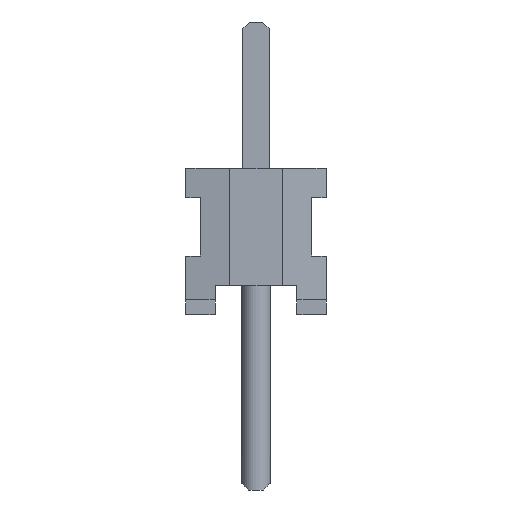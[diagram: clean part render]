
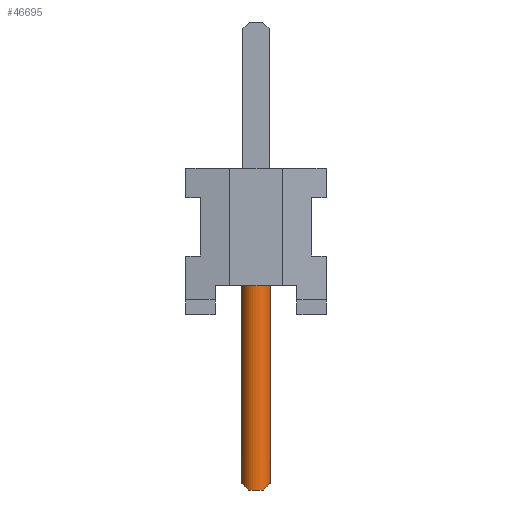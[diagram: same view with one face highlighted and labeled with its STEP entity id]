
A CAD part, left-side view. The second image highlights one B-rep face of the part: STEP entity #46695.
In plain terms, the highlighted cylindrical face has radius 0.254 mm (diameter 0.508 mm), a full revolution.
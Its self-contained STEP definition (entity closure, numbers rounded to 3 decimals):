
#44449 = EDGE_CURVE('',#44450,#44452,#44454,.T.);
#44450 = VERTEX_POINT('',#44451);
#44451 = CARTESIAN_POINT('',(-22.479,0.,1.27));
#44452 = VERTEX_POINT('',#44453);
#44453 = CARTESIAN_POINT('',(-22.445,0.127,1.27));
#44454 = CIRCLE('',#44455,0.254);
#44455 = AXIS2_PLACEMENT_3D('',#44456,#44457,#44458);
#44456 = CARTESIAN_POINT('',(-22.225,0.,1.27));
#44457 = DIRECTION('',(0.,0.,1.));
#44458 = DIRECTION('',(1.,0.,0.));
#44460 = EDGE_CURVE('',#44452,#44450,#44461,.T.);
#44461 = CIRCLE('',#44462,0.254);
#44462 = AXIS2_PLACEMENT_3D('',#44463,#44464,#44465);
#44463 = CARTESIAN_POINT('',(-22.225,0.,1.27));
#44464 = DIRECTION('',(0.,0.,1.));
#44465 = DIRECTION('',(1.,0.,0.));
#46695 = ADVANCED_FACE('',(#46696),#46742,.T.);
#46696 = FACE_BOUND('',#46697,.T.);
#46697 = EDGE_LOOP('',(#46698,#46699,#46706,#46715,#46724,#46733,#46740,
    #46741));
#46698 = ORIENTED_EDGE('',*,*,#44460,.F.);
#46699 = ORIENTED_EDGE('',*,*,#46700,.T.);
#46700 = EDGE_CURVE('',#44452,#46701,#46703,.T.);
#46701 = VERTEX_POINT('',#46702);
#46702 = CARTESIAN_POINT('',(-22.445,0.127,-3.048));
#46703 = B_SPLINE_CURVE_WITH_KNOTS('',1,(#46704,#46705),.UNSPECIFIED.,
  .F.,.F.,(2,2),(0.,4.318),.PIECEWISE_BEZIER_KNOTS.);
#46704 = CARTESIAN_POINT('',(-22.445,0.127,1.27));
#46705 = CARTESIAN_POINT('',(-22.445,0.127,-3.048));
#46706 = ORIENTED_EDGE('',*,*,#46707,.T.);
#46707 = EDGE_CURVE('',#46701,#46708,#46710,.T.);
#46708 = VERTEX_POINT('',#46709);
#46709 = CARTESIAN_POINT('',(-22.445,-0.127,-3.048));
#46710 = CIRCLE('',#46711,0.254);
#46711 = AXIS2_PLACEMENT_3D('',#46712,#46713,#46714);
#46712 = CARTESIAN_POINT('',(-22.225,0.,-3.048));
#46713 = DIRECTION('',(0.,0.,1.));
#46714 = DIRECTION('',(0.,-1.,0.));
#46715 = ORIENTED_EDGE('',*,*,#46716,.T.);
#46716 = EDGE_CURVE('',#46708,#46717,#46719,.T.);
#46717 = VERTEX_POINT('',#46718);
#46718 = CARTESIAN_POINT('',(-22.005,-0.127,-3.048));
#46719 = ELLIPSE('',#46720,0.359,0.254);
#46720 = AXIS2_PLACEMENT_3D('',#46721,#46722,#46723);
#46721 = CARTESIAN_POINT('',(-22.225,0.,-3.175));
#46722 = DIRECTION('',(0.,0.707,0.707));
#46723 = DIRECTION('',(0.,0.707,-0.707));
#46724 = ORIENTED_EDGE('',*,*,#46725,.T.);
#46725 = EDGE_CURVE('',#46717,#46726,#46728,.T.);
#46726 = VERTEX_POINT('',#46727);
#46727 = CARTESIAN_POINT('',(-22.005,0.127,-3.048));
#46728 = CIRCLE('',#46729,0.254);
#46729 = AXIS2_PLACEMENT_3D('',#46730,#46731,#46732);
#46730 = CARTESIAN_POINT('',(-22.225,0.,-3.048));
#46731 = DIRECTION('',(0.,0.,1.));
#46732 = DIRECTION('',(0.,-1.,0.));
#46733 = ORIENTED_EDGE('',*,*,#46734,.T.);
#46734 = EDGE_CURVE('',#46726,#46701,#46735,.T.);
#46735 = ELLIPSE('',#46736,0.359,0.254);
#46736 = AXIS2_PLACEMENT_3D('',#46737,#46738,#46739);
#46737 = CARTESIAN_POINT('',(-22.225,0.,-3.175));
#46738 = DIRECTION('',(0.,-0.707,0.707));
#46739 = DIRECTION('',(0.,-0.707,-0.707));
#46740 = ORIENTED_EDGE('',*,*,#46700,.F.);
#46741 = ORIENTED_EDGE('',*,*,#44449,.F.);
#46742 = CYLINDRICAL_SURFACE('',#46743,0.254);
#46743 = AXIS2_PLACEMENT_3D('',#46744,#46745,#46746);
#46744 = CARTESIAN_POINT('',(-22.225,0.,1.27));
#46745 = DIRECTION('',(0.,0.,-1.));
#46746 = DIRECTION('',(0.,1.,0.));
